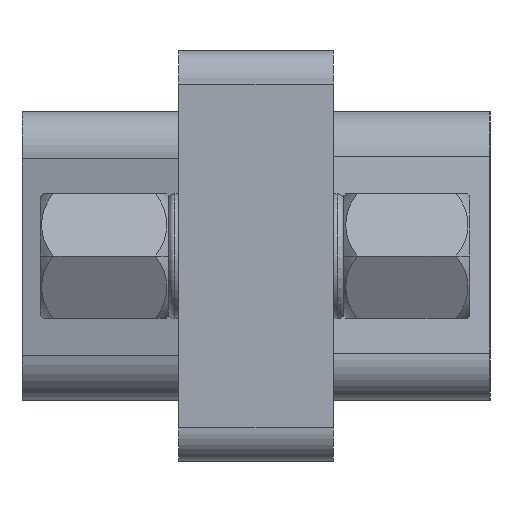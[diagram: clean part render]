
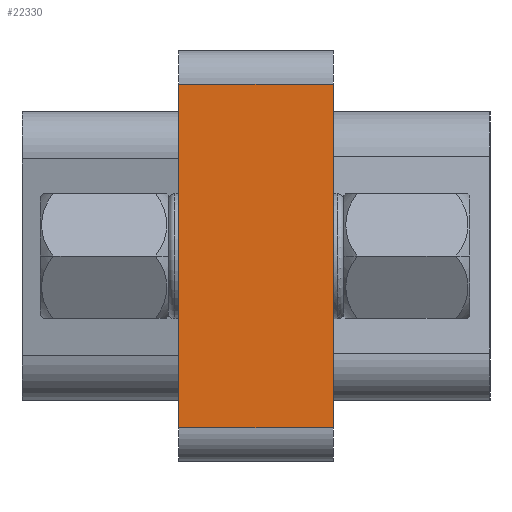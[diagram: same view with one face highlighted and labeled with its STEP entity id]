
A CAD part, left-side view. The second image highlights one B-rep face of the part: STEP entity #22330.
In plain terms, the highlighted planar face has unit normal (-1, 0, 0).
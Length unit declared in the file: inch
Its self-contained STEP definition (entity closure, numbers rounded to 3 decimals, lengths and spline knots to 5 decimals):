
#3274 = CARTESIAN_POINT ( 'NONE',  ( -1.325, 0.115, 0.255 ) ) ;
#3275 = DIRECTION ( 'NONE',  ( 0., 0., 1. ) ) ;
#3276 = VECTOR ( 'NONE', #3275, 39.37008 ) ;
#3277 = CARTESIAN_POINT ( 'NONE',  ( -1.325, 0.115, 0.305 ) ) ;
#3278 = LINE ( 'NONE', #3277, #3276 ) ;
#3279 = CARTESIAN_POINT ( 'NONE',  ( -1.325, 0.115, -0.255 ) ) ;
#17427 = DIRECTION ( 'NONE',  ( 0., 1., 0. ) ) ;
#17428 = VECTOR ( 'NONE', #17427, 39.37008 ) ;
#17429 = CARTESIAN_POINT ( 'NONE',  ( -1.325, 0.115, 0.255 ) ) ;
#17430 = LINE ( 'NONE', #17429, #17428 ) ;
#17431 = CARTESIAN_POINT ( 'NONE',  ( -1.325, -0.115, 0.255 ) ) ;
#17435 = FACE_OUTER_BOUND ( 'NONE', #22326, .T. ) ;
#17468 = LINE ( 'NONE', #17517, #17514 ) ;
#17469 = DIRECTION ( 'NONE',  ( 0., 0., -1. ) ) ;
#17470 = DIRECTION ( 'NONE',  ( 1., 0., 0. ) ) ;
#17471 = CARTESIAN_POINT ( 'NONE',  ( -1.325, 0.115, 0.305 ) ) ;
#17472 = AXIS2_PLACEMENT_3D ( 'NONE', #17471, #17470, #17469 ) ;
#17473 = PLANE ( 'NONE',  #17472 ) ;
#17510 = CARTESIAN_POINT ( 'NONE',  ( -1.325, -0.115, -0.255 ) ) ;
#17512 = DIRECTION ( 'NONE',  ( 0., 0., 1. ) ) ;
#17514 = VECTOR ( 'NONE', #17512, 39.37008 ) ;
#17517 = CARTESIAN_POINT ( 'NONE',  ( -1.325, -0.115, 0.305 ) ) ;
#17800 = DIRECTION ( 'NONE',  ( 0., -1., 0. ) ) ;
#17801 = VECTOR ( 'NONE', #17800, 39.37008 ) ;
#17802 = CARTESIAN_POINT ( 'NONE',  ( -1.325, 0.115, -0.255 ) ) ;
#17803 = LINE ( 'NONE', #17802, #17801 ) ;
#21273 = VERTEX_POINT ( 'NONE', #3279 ) ;
#21275 = EDGE_CURVE ( 'NONE', #21273, #21277, #3278, .T. ) ;
#21277 = VERTEX_POINT ( 'NONE', #3274 ) ;
#22326 = EDGE_LOOP ( 'NONE', ( #22331, #22335, #22382, #22383 ) ) ;
#22330 = ADVANCED_FACE ( 'NONE', ( #17435 ), #17473, .F. ) ;
#22331 = ORIENTED_EDGE ( 'NONE', *, *, #22332, .T. ) ;
#22332 = EDGE_CURVE ( 'NONE', #22333, #22334, #17468, .T. ) ;
#22333 = VERTEX_POINT ( 'NONE', #17510 ) ;
#22334 = VERTEX_POINT ( 'NONE', #17431 ) ;
#22335 = ORIENTED_EDGE ( 'NONE', *, *, #22336, .T. ) ;
#22336 = EDGE_CURVE ( 'NONE', #22334, #21277, #17430, .T. ) ;
#22382 = ORIENTED_EDGE ( 'NONE', *, *, #21275, .F. ) ;
#22383 = ORIENTED_EDGE ( 'NONE', *, *, #22384, .T. ) ;
#22384 = EDGE_CURVE ( 'NONE', #21273, #22333, #17803, .T. ) ;
